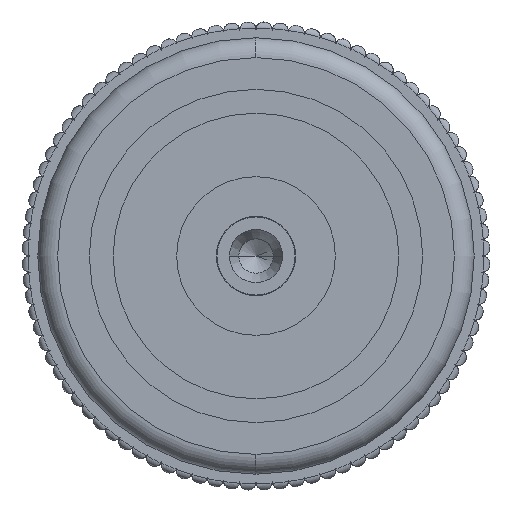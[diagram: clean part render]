
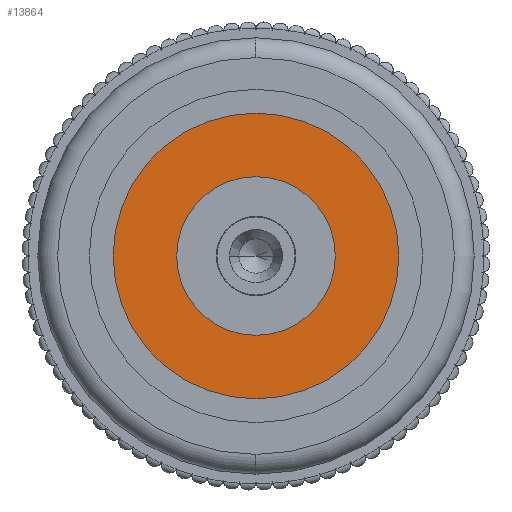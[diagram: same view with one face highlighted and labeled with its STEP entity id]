
A CAD part, left-side view. The second image highlights one B-rep face of the part: STEP entity #13864.
In plain terms, the highlighted planar face has unit normal (-1, 0, 0).
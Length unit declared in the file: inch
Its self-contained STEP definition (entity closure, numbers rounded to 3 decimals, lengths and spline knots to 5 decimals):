
#884 = VERTEX_POINT ( 'NONE', #22321 ) ;
#1069 = EDGE_CURVE ( 'NONE', #16922, #884, #11949, .T. ) ;
#3256 = DIRECTION ( 'NONE',  ( 0., 0., 1. ) ) ;
#3361 = FACE_OUTER_BOUND ( 'NONE', #24755, .T. ) ;
#3697 = VERTEX_POINT ( 'NONE', #20166 ) ;
#3792 = VERTEX_POINT ( 'NONE', #11432 ) ;
#4411 = DIRECTION ( 'NONE',  ( 0., 0., 1. ) ) ;
#5067 = PLANE ( 'NONE',  #19892 ) ;
#5145 = CIRCLE ( 'NONE', #5544, 0.18 ) ;
#5544 = AXIS2_PLACEMENT_3D ( 'NONE', #18423, #16344, #4411 ) ;
#5643 = EDGE_CURVE ( 'NONE', #884, #16922, #5145, .T. ) ;
#6527 = EDGE_CURVE ( 'NONE', #3792, #3697, #12463, .T. ) ;
#6671 = EDGE_LOOP ( 'NONE', ( #10518, #8032 ) ) ;
#7174 = ORIENTED_EDGE ( 'NONE', *, *, #1069, .T. ) ;
#7381 = DIRECTION ( 'NONE',  ( 1., 0., 0. ) ) ;
#7461 = CARTESIAN_POINT ( 'NONE',  ( -1.34, 0., 0. ) ) ;
#8032 = ORIENTED_EDGE ( 'NONE', *, *, #21750, .F. ) ;
#9974 = AXIS2_PLACEMENT_3D ( 'NONE', #17402, #15329, #3256 ) ;
#10518 = ORIENTED_EDGE ( 'NONE', *, *, #6527, .F. ) ;
#11123 = FACE_BOUND ( 'NONE', #6671, .T. ) ;
#11423 = AXIS2_PLACEMENT_3D ( 'NONE', #7461, #23294, #17470 ) ;
#11432 = CARTESIAN_POINT ( 'NONE',  ( -1.34, 0., 0.1 ) ) ;
#11949 = CIRCLE ( 'NONE', #12359, 0.18 ) ;
#12306 = DIRECTION ( 'NONE',  ( -1., 0., 0. ) ) ;
#12359 = AXIS2_PLACEMENT_3D ( 'NONE', #25664, #12306, #23982 ) ;
#12463 = CIRCLE ( 'NONE', #9974, 0.1 ) ;
#13775 = CARTESIAN_POINT ( 'NONE',  ( -1.34, 0., -0.18 ) ) ;
#13864 = ADVANCED_FACE ( 'NONE', ( #11123, #3361 ), #5067, .F. ) ;
#15329 = DIRECTION ( 'NONE',  ( -1., 0., 0. ) ) ;
#16344 = DIRECTION ( 'NONE',  ( -1., 0., 0. ) ) ;
#16922 = VERTEX_POINT ( 'NONE', #13775 ) ;
#17128 = DIRECTION ( 'NONE',  ( 0., 0., -1. ) ) ;
#17259 = CARTESIAN_POINT ( 'NONE',  ( -1.34, 0.18, 0. ) ) ;
#17402 = CARTESIAN_POINT ( 'NONE',  ( -1.34, 0., 0. ) ) ;
#17470 = DIRECTION ( 'NONE',  ( 0., 0., 1. ) ) ;
#18423 = CARTESIAN_POINT ( 'NONE',  ( -1.34, 0., 0. ) ) ;
#19892 = AXIS2_PLACEMENT_3D ( 'NONE', #17259, #7381, #17128 ) ;
#20166 = CARTESIAN_POINT ( 'NONE',  ( -1.34, 0., -0.1 ) ) ;
#21750 = EDGE_CURVE ( 'NONE', #3697, #3792, #24700, .T. ) ;
#22321 = CARTESIAN_POINT ( 'NONE',  ( -1.34, 0., 0.18 ) ) ;
#23294 = DIRECTION ( 'NONE',  ( -1., 0., 0. ) ) ;
#23982 = DIRECTION ( 'NONE',  ( 0., 0., 1. ) ) ;
#24630 = ORIENTED_EDGE ( 'NONE', *, *, #5643, .T. ) ;
#24700 = CIRCLE ( 'NONE', #11423, 0.1 ) ;
#24755 = EDGE_LOOP ( 'NONE', ( #24630, #7174 ) ) ;
#25664 = CARTESIAN_POINT ( 'NONE',  ( -1.34, 0., 0. ) ) ;
